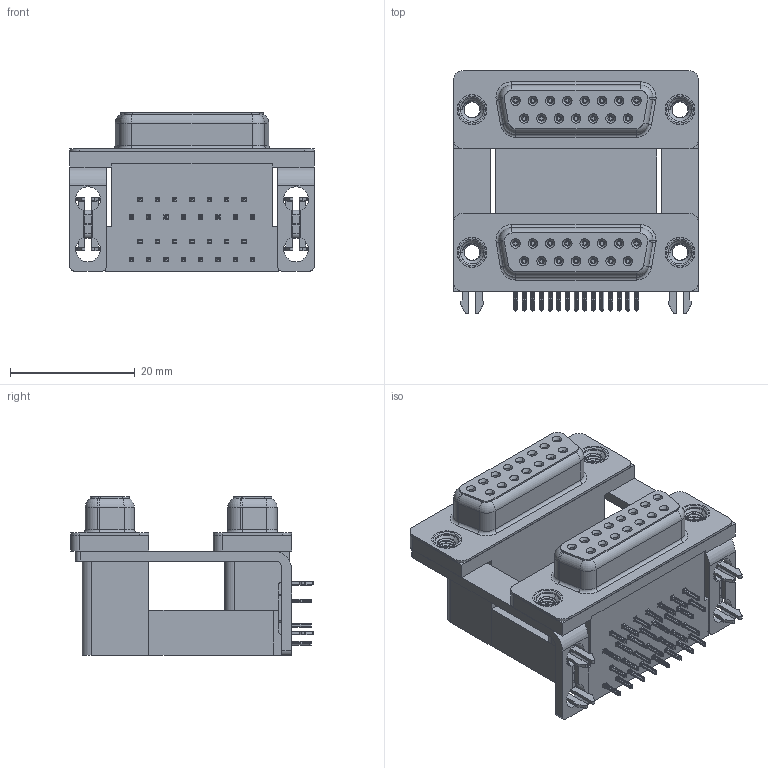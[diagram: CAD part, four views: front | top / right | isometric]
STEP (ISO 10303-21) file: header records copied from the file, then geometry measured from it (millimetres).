
FILE_DESCRIPTION (( 'STEP AP203' ), '1' );
FILE_NAME ('662-015-264-03C.STEP', '2022-06-21T21:54:41', ( '' ), ( '' ), 'SwSTEP 2.0', 'SolidWorks 2020', '' );
FILE_SCHEMA (( 'CONFIG_CONTROL_DESIGN' ));
Length unit declared in the file: millimetre
Products named in the file (12): 662 Housing Upper_15 Contacts H; 662 Threaded Rivet_M3; 662 Contact Bottom Upper_H; 662 Housing Spacer_15 Contacts H; 662 Housing Lower_15 Contacts; 662 Mounting Bracket_2ProngH; 662-015-264-03C; 662 Shell_15 Contacts; 662 Contact Bottom Lower; 662 Contact Top Upper_H; 662 2 Prong Board Lock_3; 662 Contact Top Lower
Assembly tree (43 placements, depth 2):
  662-015-264-03C
    662 Housing Lower_15 Contacts
    662 Housing Spacer_15 Contacts H
    662 Housing Upper_15 Contacts H
    662 Shell_15 Contacts  x2
    662 Contact Bottom Lower  x7
    662 Contact Top Lower  x8
    662 Contact Bottom Upper_H  x7
    662 Contact Top Upper_H  x8
    662 Mounting Bracket_2ProngH  x2
    662 2 Prong Board Lock_3  x2
    662 Threaded Rivet_M3  x4
Bounding box: 39.19 x 38.91 x 25.4 mm (x, y, z)
Volume: 16775.6 mm3; surface area: 18893.5 mm2
Topology: 43 solids, 43 shells, 5018 faces, 13184 edges, 8292 vertices
Faces by surface type: plane 2298, cylinder 1232, bspline 1036, cone 376, torus 76
Entity records: 51343 total; most frequent: CARTESIAN_POINT 16260, ORIENTED_EDGE 7112, DIRECTION 6258, EDGE_CURVE 3556, LINE 2396, VECTOR 2396, VERTEX_POINT 2276, AXIS2_PLACEMENT_3D 1931
